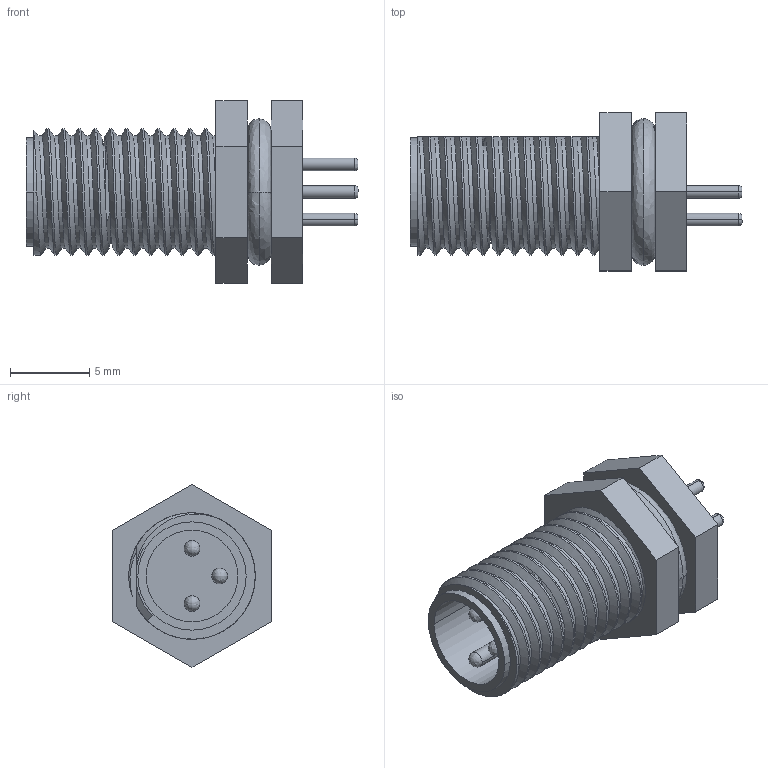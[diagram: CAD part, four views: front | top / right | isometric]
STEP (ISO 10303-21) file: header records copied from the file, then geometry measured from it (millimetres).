
FILE_DESCRIPTION (( 'STEP AP203' ), '1' );
FILE_NAME ('P49.STEP', '2020-03-30T07:57:11', ( 'edpusr' ), ( 'Microsoft' ), 'SwSTEP 2.0', 'SolidWorks 2015', '' );
FILE_SCHEMA (( 'CONFIG_CONTROL_DESIGN' ));
Length unit declared in the file: millimetre
Products named in the file (1): P49
Bounding box: 21 x 10 x 11.55 mm (x, y, z)
Volume: 852.7 mm3; surface area: 1029.3 mm2
Topology: 1 solids, 1 shells, 117 faces, 314 edges, 204 vertices
Faces by surface type: bspline 52, cylinder 40, plane 25
Entity records: 22012 total; most frequent: CARTESIAN_POINT 19541, ORIENTED_EDGE 616, DIRECTION 359, EDGE_CURVE 308, VERTEX_POINT 204, EDGE_LOOP 128, VECTOR 121, LINE 121
